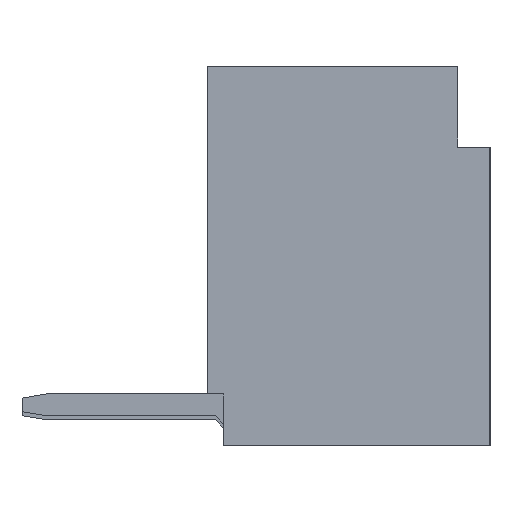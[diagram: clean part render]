
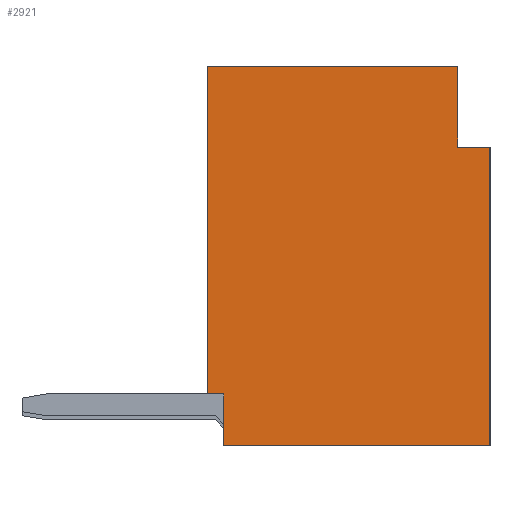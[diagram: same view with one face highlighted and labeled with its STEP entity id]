
A CAD part, left-side view. The second image highlights one B-rep face of the part: STEP entity #2921.
In plain terms, the highlighted planar face has unit normal (-1, 0, 0).
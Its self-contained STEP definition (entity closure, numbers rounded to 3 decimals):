
#374=ORIENTED_EDGE('',*,*,#1179,.F.);
#375=ORIENTED_EDGE('',*,*,#1180,.T.);
#376=ORIENTED_EDGE('',*,*,#1171,.T.);
#377=ORIENTED_EDGE('',*,*,#983,.T.);
#378=ORIENTED_EDGE('',*,*,#1181,.F.);
#379=ORIENTED_EDGE('',*,*,#1182,.T.);
#380=ORIENTED_EDGE('',*,*,#1183,.T.);
#381=ORIENTED_EDGE('',*,*,#1155,.T.);
#983=EDGE_CURVE('',#1407,#1406,#1680,.T.);
#1155=EDGE_CURVE('',#1548,#1547,#1852,.T.);
#1171=EDGE_CURVE('',#1556,#1407,#1868,.T.);
#1179=EDGE_CURVE('',#1561,#1547,#1876,.T.);
#1180=EDGE_CURVE('',#1561,#1556,#1877,.T.);
#1181=EDGE_CURVE('',#1562,#1406,#1878,.T.);
#1182=EDGE_CURVE('',#1562,#1563,#1879,.T.);
#1183=EDGE_CURVE('',#1563,#1548,#1880,.T.);
#1406=VERTEX_POINT('',#4045);
#1407=VERTEX_POINT('',#4047);
#1547=VERTEX_POINT('',#4389);
#1548=VERTEX_POINT('',#4391);
#1556=VERTEX_POINT('',#4421);
#1561=VERTEX_POINT('',#4436);
#1562=VERTEX_POINT('',#4439);
#1563=VERTEX_POINT('',#4441);
#1680=LINE('',#4046,#2075);
#1852=LINE('',#4390,#2247);
#1868=LINE('',#4420,#2263);
#1876=LINE('',#4435,#2271);
#1877=LINE('',#4437,#2272);
#1878=LINE('',#4438,#2273);
#1879=LINE('',#4440,#2274);
#1880=LINE('',#4442,#2275);
#2075=VECTOR('',#3271,1000.);
#2247=VECTOR('',#3505,1000.);
#2263=VECTOR('',#3533,1000.);
#2271=VECTOR('',#3545,1000.);
#2272=VECTOR('',#3546,1000.);
#2273=VECTOR('',#3547,1000.);
#2274=VECTOR('',#3548,1000.);
#2275=VECTOR('',#3549,1000.);
#2490=EDGE_LOOP('',(#374,#375,#376,#377,#378,#379,#380,#381));
#2647=FACE_BOUND('',#2490,.T.);
#2792=PLANE('',#3093);
#2921=ADVANCED_FACE('',(#2647),#2792,.T.);
#3093=AXIS2_PLACEMENT_3D('',#4434,#3543,#3544);
#3271=DIRECTION('',(0.,0.,1.));
#3505=DIRECTION('',(0.,0.,-1.));
#3533=DIRECTION('',(0.,-1.,0.));
#3543=DIRECTION('',(-1.,0.,0.));
#3544=DIRECTION('',(0.,0.,1.));
#3545=DIRECTION('',(0.,1.,0.));
#3546=DIRECTION('',(0.,0.,-1.));
#3547=DIRECTION('',(0.,-1.,0.));
#3548=DIRECTION('',(0.,0.,1.));
#3549=DIRECTION('',(0.,1.,0.));
#4045=CARTESIAN_POINT('',(-5.875,-1.75,1.35));
#4046=CARTESIAN_POINT('',(-5.875,-1.75,-2.35));
#4047=CARTESIAN_POINT('',(-5.875,-1.75,-2.35));
#4389=CARTESIAN_POINT('',(-5.875,1.75,-1.71));
#4390=CARTESIAN_POINT('',(-5.875,1.75,2.35));
#4391=CARTESIAN_POINT('',(-5.875,1.75,2.35));
#4420=CARTESIAN_POINT('',(-5.875,1.75,-2.35));
#4421=CARTESIAN_POINT('',(-5.875,1.55,-2.35));
#4434=CARTESIAN_POINT('',(-5.875,0.,0.));
#4435=CARTESIAN_POINT('',(-5.875,1.55,-1.71));
#4436=CARTESIAN_POINT('',(-5.875,1.55,-1.71));
#4437=CARTESIAN_POINT('',(-5.875,1.55,-1.81));
#4438=CARTESIAN_POINT('',(-5.875,-1.35,1.35));
#4439=CARTESIAN_POINT('',(-5.875,-1.35,1.35));
#4440=CARTESIAN_POINT('',(-5.875,-1.35,1.35));
#4441=CARTESIAN_POINT('',(-5.875,-1.35,2.35));
#4442=CARTESIAN_POINT('',(-5.875,-1.75,2.35));
